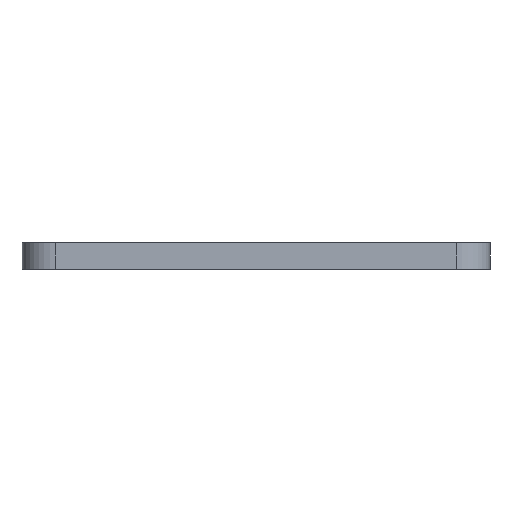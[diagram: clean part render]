
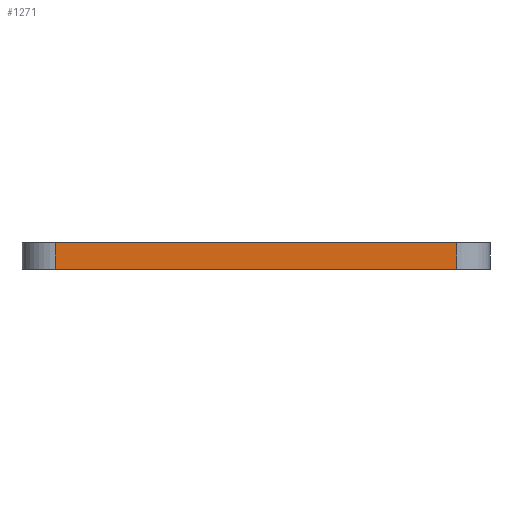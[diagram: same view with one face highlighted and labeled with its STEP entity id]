
A CAD part, left-side view. The second image highlights one B-rep face of the part: STEP entity #1271.
In plain terms, the highlighted planar face has unit normal (-1, 0, 0).
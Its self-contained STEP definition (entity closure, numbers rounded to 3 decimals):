
#89=PLANE('',#1441);
#143=FACE_OUTER_BOUND('',#266,.T.);
#266=EDGE_LOOP('',(#1093,#1094,#1095,#1096));
#282=LINE('',#1866,#357);
#295=LINE('',#1968,#370);
#342=LINE('',#2140,#417);
#343=LINE('',#2142,#418);
#357=VECTOR('',#1487,10.);
#370=VECTOR('',#1590,10.);
#417=VECTOR('',#1801,10.);
#418=VECTOR('',#1804,10.);
#533=VERTEX_POINT('',#1863);
#534=VERTEX_POINT('',#1865);
#577=VERTEX_POINT('',#1965);
#578=VERTEX_POINT('',#1967);
#644=EDGE_CURVE('',#533,#534,#282,.T.);
#695=EDGE_CURVE('',#578,#577,#295,.T.);
#782=EDGE_CURVE('',#577,#534,#342,.T.);
#783=EDGE_CURVE('',#578,#533,#343,.T.);
#1093=ORIENTED_EDGE('',*,*,#695,.T.);
#1094=ORIENTED_EDGE('',*,*,#782,.T.);
#1095=ORIENTED_EDGE('',*,*,#644,.F.);
#1096=ORIENTED_EDGE('',*,*,#783,.F.);
#1271=ADVANCED_FACE('',(#143),#89,.T.);
#1441=AXIS2_PLACEMENT_3D('',#2141,#1802,#1803);
#1487=DIRECTION('',(0.,-1.,0.));
#1590=DIRECTION('',(0.,-1.,0.));
#1801=DIRECTION('',(0.,0.,1.));
#1802=DIRECTION('center_axis',(-1.,0.,0.));
#1803=DIRECTION('ref_axis',(0.,-1.,0.));
#1804=DIRECTION('',(0.,0.,1.));
#1863=CARTESIAN_POINT('',(-100.,65.,4.));
#1865=CARTESIAN_POINT('',(-100.,5.,4.));
#1866=CARTESIAN_POINT('',(-100.,65.,4.));
#1965=CARTESIAN_POINT('',(-100.,5.,0.));
#1967=CARTESIAN_POINT('',(-100.,65.,0.));
#1968=CARTESIAN_POINT('',(-100.,65.,0.));
#2140=CARTESIAN_POINT('',(-100.,5.,0.));
#2141=CARTESIAN_POINT('Origin',(-100.,65.,0.));
#2142=CARTESIAN_POINT('',(-100.,65.,0.));
